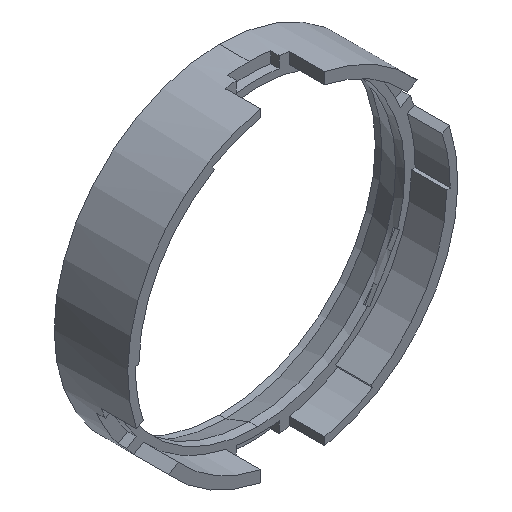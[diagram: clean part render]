
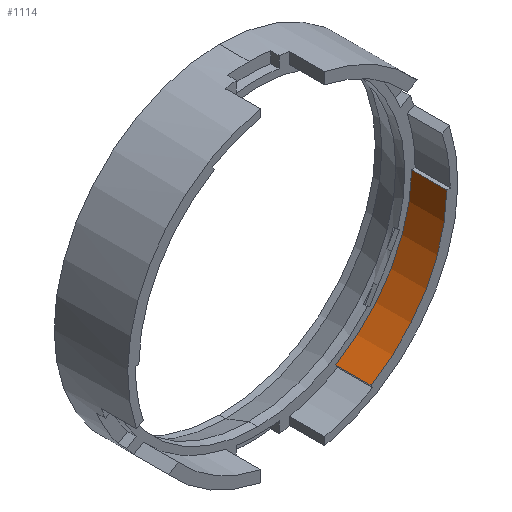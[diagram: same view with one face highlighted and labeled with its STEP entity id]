
A CAD part, isometric view. The second image highlights one B-rep face of the part: STEP entity #1114.
In plain terms, the highlighted cylindrical face has radius 18 mm (diameter 36 mm), a partial arc.
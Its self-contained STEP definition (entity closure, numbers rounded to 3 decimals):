
#8 = DIRECTION ( 'NONE',  ( 0., 1., 0. ) ) ;
#81 = VERTEX_POINT ( 'NONE', #333 ) ;
#94 = CARTESIAN_POINT ( 'NONE',  ( 17.999, 0., -0.165 ) ) ;
#109 = EDGE_LOOP ( 'NONE', ( #176, #681, #1654, #1818 ) ) ;
#115 = FACE_OUTER_BOUND ( 'NONE', #109, .T. ) ;
#125 = DIRECTION ( 'NONE',  ( 0., 0., -1. ) ) ;
#176 = ORIENTED_EDGE ( 'NONE', *, *, #557, .T. ) ;
#289 = AXIS2_PLACEMENT_3D ( 'NONE', #301, #1759, #125 ) ;
#301 = CARTESIAN_POINT ( 'NONE',  ( 0., 0., 0. ) ) ;
#333 = CARTESIAN_POINT ( 'NONE',  ( 9.143, -0.403, -15.505 ) ) ;
#371 = EDGE_CURVE ( 'NONE', #81, #832, #873, .T. ) ;
#372 = CIRCLE ( 'NONE', #1511, 18. ) ;
#389 = VERTEX_POINT ( 'NONE', #783 ) ;
#397 = DIRECTION ( 'NONE',  ( 0., -1., 0. ) ) ;
#407 = CYLINDRICAL_SURFACE ( 'NONE', #289, 18. ) ;
#483 = CIRCLE ( 'NONE', #800, 18. ) ;
#557 = EDGE_CURVE ( 'NONE', #81, #389, #483, .T. ) ;
#626 = VECTOR ( 'NONE', #1667, 1000. ) ;
#681 = ORIENTED_EDGE ( 'NONE', *, *, #869, .T. ) ;
#707 = CARTESIAN_POINT ( 'NONE',  ( 0., 3.697, 0. ) ) ;
#756 = CARTESIAN_POINT ( 'NONE',  ( 9.143, 3.697, -15.505 ) ) ;
#771 = VECTOR ( 'NONE', #8, 1000. ) ;
#783 = CARTESIAN_POINT ( 'NONE',  ( 17.999, -0.403, -0.165 ) ) ;
#800 = AXIS2_PLACEMENT_3D ( 'NONE', #846, #397, #835 ) ;
#832 = VERTEX_POINT ( 'NONE', #756 ) ;
#835 = DIRECTION ( 'NONE',  ( 0., 0., -1. ) ) ;
#840 = DIRECTION ( 'NONE',  ( 0., 0., -1. ) ) ;
#846 = CARTESIAN_POINT ( 'NONE',  ( 0., -0.403, 0. ) ) ;
#869 = EDGE_CURVE ( 'NONE', #389, #1297, #943, .T. ) ;
#873 = LINE ( 'NONE', #1757, #771 ) ;
#929 = CARTESIAN_POINT ( 'NONE',  ( 17.999, 3.697, -0.165 ) ) ;
#943 = LINE ( 'NONE', #94, #626 ) ;
#991 = DIRECTION ( 'NONE',  ( 0., -1., 0. ) ) ;
#1006 = EDGE_CURVE ( 'NONE', #832, #1297, #372, .T. ) ;
#1114 = ADVANCED_FACE ( 'NONE', ( #115 ), #407, .F. ) ;
#1297 = VERTEX_POINT ( 'NONE', #929 ) ;
#1511 = AXIS2_PLACEMENT_3D ( 'NONE', #707, #991, #840 ) ;
#1654 = ORIENTED_EDGE ( 'NONE', *, *, #1006, .F. ) ;
#1667 = DIRECTION ( 'NONE',  ( 0., 1., 0. ) ) ;
#1757 = CARTESIAN_POINT ( 'NONE',  ( 9.143, 0., -15.505 ) ) ;
#1759 = DIRECTION ( 'NONE',  ( 0., -1., 0. ) ) ;
#1818 = ORIENTED_EDGE ( 'NONE', *, *, #371, .F. ) ;
